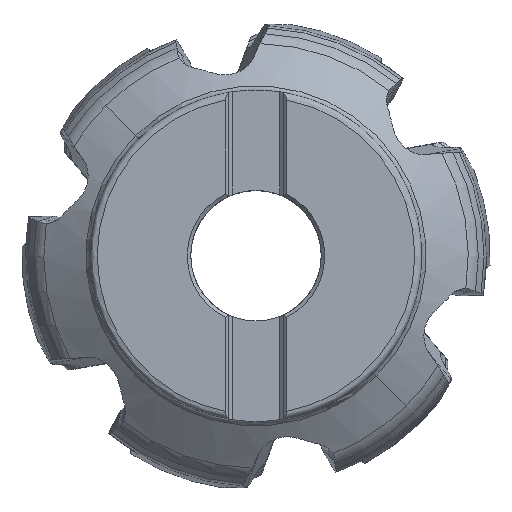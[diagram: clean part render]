
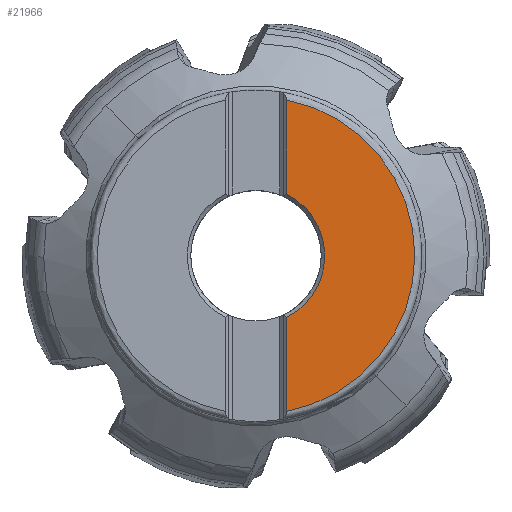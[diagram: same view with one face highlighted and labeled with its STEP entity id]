
A CAD part, top view. The second image highlights one B-rep face of the part: STEP entity #21966.
In plain terms, the highlighted planar face has unit normal (0, 0, 1).
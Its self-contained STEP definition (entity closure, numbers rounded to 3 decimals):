
#4688=CARTESIAN_POINT('',(0.,0.,0.));
#4689=DIRECTION('',(0.,0.,1.));
#4690=DIRECTION('',(0.445,-0.896,0.));
#4691=AXIS2_PLACEMENT_3D('',#4688,#4689,#4690);
#4693=DIRECTION('',(0.,1.,0.));
#4694=VECTOR('',#4693,27.529);
#4695=CARTESIAN_POINT('',(8.937,17.987,
0.));
#4696=LINE('',#4695,#4694);
#4697=CARTESIAN_POINT('',(0.,0.,0.));
#4698=DIRECTION('',(0.,0.,-1.));
#4699=DIRECTION('',(0.193,0.981,0.));
#4700=AXIS2_PLACEMENT_3D('',#4697,#4698,#4699);
#4702=DIRECTION('',(0.,-1.,0.));
#4703=VECTOR('',#4702,27.529);
#4704=CARTESIAN_POINT('',(8.938,-17.987,
0.));
#4705=LINE('',#4704,#4703);
#17443=CARTESIAN_POINT('',(8.937,17.987,
0.));
#17444=CARTESIAN_POINT('',(8.937,45.516,
0.));
#17445=VERTEX_POINT('',#17443);
#17446=VERTEX_POINT('',#17444);
#17447=CARTESIAN_POINT('',(8.938,-17.987,
0.));
#17448=VERTEX_POINT('',#17447);
#17449=CARTESIAN_POINT('',(8.938,-45.516,
0.));
#17450=VERTEX_POINT('',#17449);
#21952=CARTESIAN_POINT('',(27.662,0.,0.));
#21953=DIRECTION('',(0.,0.,1.));
#21954=DIRECTION('',(0.,-1.,0.));
#21955=AXIS2_PLACEMENT_3D('',#21952,#21953,#21954);
#21956=PLANE('',#21955);
#21958=ORIENTED_EDGE('',*,*,#21957,.F.);
#21960=ORIENTED_EDGE('',*,*,#21959,.T.);
#21961=ORIENTED_EDGE('',*,*,#21935,.T.);
#21963=ORIENTED_EDGE('',*,*,#21962,.T.);
#21964=EDGE_LOOP('',(#21958,#21960,#21961,#21963));
#21965=FACE_OUTER_BOUND('',#21964,.F.);
#4692=CIRCLE('',#4691,20.085);
#4701=CIRCLE('',#4700,46.385);
#21935=EDGE_CURVE('',#17445,#17446,#4696,.T.);
#21957=EDGE_CURVE('',#17448,#17450,#4705,.T.);
#21959=EDGE_CURVE('',#17448,#17445,#4692,.T.);
#21962=EDGE_CURVE('',#17446,#17450,#4701,.T.);
#21966=ADVANCED_FACE('',(#21965),#21956,.T.);
